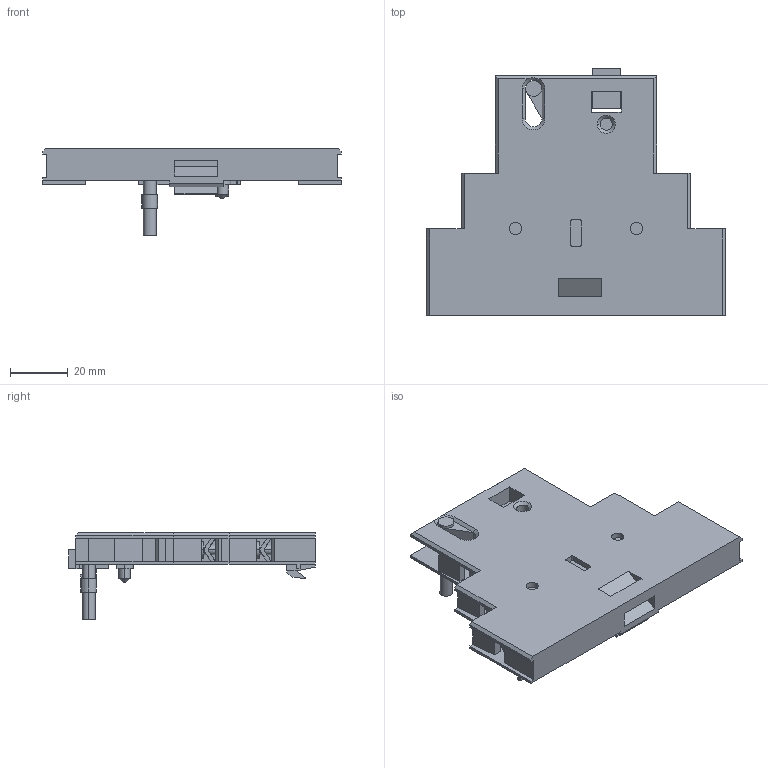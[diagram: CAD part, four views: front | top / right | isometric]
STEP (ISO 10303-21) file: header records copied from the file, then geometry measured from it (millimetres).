
FILE_DESCRIPTION((''),'2;1');
FILE_NAME('LA1LC031','2018-04-30T',('SESA468396'),('Schneider-Electric'),'PRO/ENGINEER BY PARAMETRIC TECHNOLOGY CORPORATION, 2015440','PRO/ENGINEER BY PARAMETRIC TECHNOLOGY CORPORATION, 2015440','');
FILE_SCHEMA(('CONFIG_CONTROL_DESIGN'));
Length unit declared in the file: millimetre
Products named in the file (1): LA1LC031
Bounding box: 103.7 x 85.7 x 30.2 mm (x, y, z)
Volume: 63280.8 mm3; surface area: 24098.9 mm2
Topology: 1 solids, 1 shells, 352 faces, 1024 edges, 674 vertices
Faces by surface type: plane 275, cylinder 71, cone 6
Entity records: 11871 total; most frequent: CARTESIAN_POINT 2488, ORIENTED_EDGE 2048, DIRECTION 1792, EDGE_CURVE 1024, VECTOR 822, LINE 822, VERTEX_POINT 674, AXIS2_PLACEMENT_3D 485
